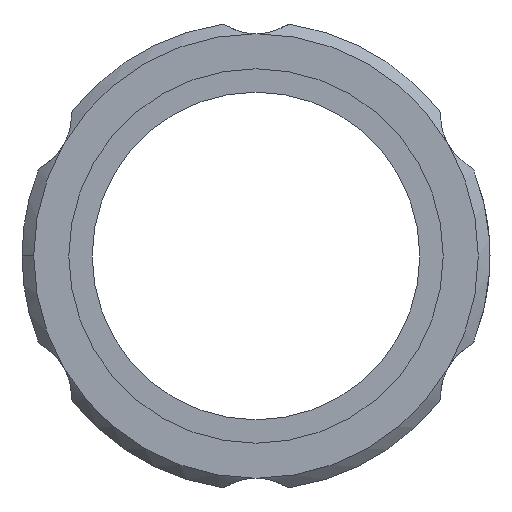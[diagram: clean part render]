
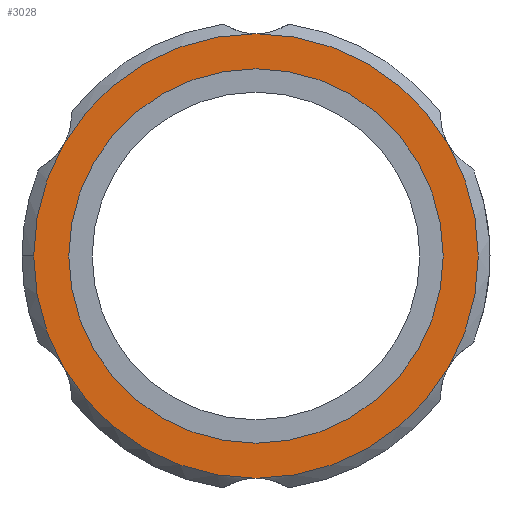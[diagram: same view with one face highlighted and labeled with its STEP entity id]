
A CAD part, front view. The second image highlights one B-rep face of the part: STEP entity #3028.
In plain terms, the highlighted planar face has unit normal (0, -1, 0).
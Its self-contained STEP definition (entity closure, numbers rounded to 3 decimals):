
#13 = CARTESIAN_POINT ( 'NONE',  ( 0., -100.994, 47.5 ) ) ;
#25 = DIRECTION ( 'NONE',  ( 0., 1., 0. ) ) ;
#38 = CARTESIAN_POINT ( 'NONE',  ( 0., -100.994, 0. ) ) ;
#94 = CARTESIAN_POINT ( 'NONE',  ( -41.136, -100.994, -23.75 ) ) ;
#97 = DIRECTION ( 'NONE',  ( -1., 0., 0. ) ) ;
#105 = EDGE_CURVE ( 'NONE', #3631, #1042, #2543, .T. ) ;
#110 = DIRECTION ( 'NONE',  ( 0., 1., 0. ) ) ;
#168 = DIRECTION ( 'NONE',  ( -1., 0., 0. ) ) ;
#249 = CARTESIAN_POINT ( 'NONE',  ( 0., -100.994, 0. ) ) ;
#301 = DIRECTION ( 'NONE',  ( 0., 1., 0. ) ) ;
#304 = CARTESIAN_POINT ( 'NONE',  ( -41.136, -100.994, 23.75 ) ) ;
#379 = VERTEX_POINT ( 'NONE', #304 ) ;
#393 = EDGE_CURVE ( 'NONE', #1450, #3326, #2364, .T. ) ;
#400 = AXIS2_PLACEMENT_3D ( 'NONE', #2477, #1316, #3328 ) ;
#536 = ORIENTED_EDGE ( 'NONE', *, *, #105, .F. ) ;
#606 = ORIENTED_EDGE ( 'NONE', *, *, #866, .T. ) ;
#648 = EDGE_CURVE ( 'NONE', #3270, #1956, #2795, .T. ) ;
#699 = FACE_BOUND ( 'NONE', #3169, .T. ) ;
#733 = VERTEX_POINT ( 'NONE', #2428 ) ;
#765 = VERTEX_POINT ( 'NONE', #1583 ) ;
#784 = CIRCLE ( 'NONE', #2886, 40. ) ;
#866 = EDGE_CURVE ( 'NONE', #733, #765, #1164, .T. ) ;
#1010 = ORIENTED_EDGE ( 'NONE', *, *, #393, .F. ) ;
#1042 = VERTEX_POINT ( 'NONE', #3720 ) ;
#1062 = CIRCLE ( 'NONE', #2502, 47.5 ) ;
#1067 = AXIS2_PLACEMENT_3D ( 'NONE', #249, #1401, #2861 ) ;
#1119 = DIRECTION ( 'NONE',  ( 0., 1., 0. ) ) ;
#1148 = CARTESIAN_POINT ( 'NONE',  ( 41.136, -100.994, -23.75 ) ) ;
#1164 = CIRCLE ( 'NONE', #3292, 40. ) ;
#1174 = DIRECTION ( 'NONE',  ( -1., 0., 0. ) ) ;
#1189 = ORIENTED_EDGE ( 'NONE', *, *, #2332, .F. ) ;
#1268 = DIRECTION ( 'NONE',  ( -1., 0., 0. ) ) ;
#1316 = DIRECTION ( 'NONE',  ( 0., -1., 0. ) ) ;
#1333 = PLANE ( 'NONE',  #400 ) ;
#1354 = FACE_OUTER_BOUND ( 'NONE', #2669, .T. ) ;
#1401 = DIRECTION ( 'NONE',  ( 0., 1., 0. ) ) ;
#1425 = DIRECTION ( 'NONE',  ( -1., 0., 0. ) ) ;
#1428 = AXIS2_PLACEMENT_3D ( 'NONE', #2088, #110, #1268 ) ;
#1450 = VERTEX_POINT ( 'NONE', #94 ) ;
#1454 = DIRECTION ( 'NONE',  ( 0., 1., 0. ) ) ;
#1500 = CARTESIAN_POINT ( 'NONE',  ( -47.5, -100.994, 0. ) ) ;
#1527 = DIRECTION ( 'NONE',  ( -1., 0., 0. ) ) ;
#1531 = CARTESIAN_POINT ( 'NONE',  ( 0., -100.994, 0. ) ) ;
#1569 = CARTESIAN_POINT ( 'NONE',  ( 41.136, -100.994, 23.75 ) ) ;
#1583 = CARTESIAN_POINT ( 'NONE',  ( -40., -100.994, 0. ) ) ;
#1617 = DIRECTION ( 'NONE',  ( 0., 1., 0. ) ) ;
#1700 = CARTESIAN_POINT ( 'NONE',  ( 0., -100.994, 0. ) ) ;
#1716 = CIRCLE ( 'NONE', #1067, 47.5 ) ;
#1885 = AXIS2_PLACEMENT_3D ( 'NONE', #3446, #301, #1174 ) ;
#1956 = VERTEX_POINT ( 'NONE', #1569 ) ;
#2007 = CARTESIAN_POINT ( 'NONE',  ( 0., -100.994, 0. ) ) ;
#2026 = DIRECTION ( 'NONE',  ( -1., 0., 0. ) ) ;
#2088 = CARTESIAN_POINT ( 'NONE',  ( 0., -100.994, 0. ) ) ;
#2208 = CIRCLE ( 'NONE', #2690, 47.5 ) ;
#2223 = ORIENTED_EDGE ( 'NONE', *, *, #2939, .F. ) ;
#2266 = DIRECTION ( 'NONE',  ( -1., 0., 0. ) ) ;
#2285 = ORIENTED_EDGE ( 'NONE', *, *, #3577, .T. ) ;
#2326 = CIRCLE ( 'NONE', #1428, 47.5 ) ;
#2332 = EDGE_CURVE ( 'NONE', #1042, #1450, #1062, .T. ) ;
#2364 = CIRCLE ( 'NONE', #2858, 47.5 ) ;
#2372 = ORIENTED_EDGE ( 'NONE', *, *, #648, .F. ) ;
#2428 = CARTESIAN_POINT ( 'NONE',  ( 40., -100.994, 0. ) ) ;
#2477 = CARTESIAN_POINT ( 'NONE',  ( -47.5, -100.994, 0. ) ) ;
#2502 = AXIS2_PLACEMENT_3D ( 'NONE', #38, #3297, #1527 ) ;
#2543 = CIRCLE ( 'NONE', #3040, 47.5 ) ;
#2659 = ORIENTED_EDGE ( 'NONE', *, *, #3488, .F. ) ;
#2669 = EDGE_LOOP ( 'NONE', ( #1189, #536, #2659, #2372, #3101, #2223, #1010 ) ) ;
#2679 = DIRECTION ( 'NONE',  ( 0., 1., 0. ) ) ;
#2690 = AXIS2_PLACEMENT_3D ( 'NONE', #3719, #1119, #2266 ) ;
#2795 = CIRCLE ( 'NONE', #1885, 47.5 ) ;
#2858 = AXIS2_PLACEMENT_3D ( 'NONE', #1700, #1454, #1425 ) ;
#2861 = DIRECTION ( 'NONE',  ( -1., 0., 0. ) ) ;
#2886 = AXIS2_PLACEMENT_3D ( 'NONE', #3710, #1617, #168 ) ;
#2939 = EDGE_CURVE ( 'NONE', #3326, #379, #1716, .T. ) ;
#2945 = EDGE_CURVE ( 'NONE', #379, #3270, #2208, .T. ) ;
#3028 = ADVANCED_FACE ( 'NONE', ( #699, #1354 ), #1333, .T. ) ;
#3040 = AXIS2_PLACEMENT_3D ( 'NONE', #2007, #25, #2026 ) ;
#3101 = ORIENTED_EDGE ( 'NONE', *, *, #2945, .F. ) ;
#3169 = EDGE_LOOP ( 'NONE', ( #2285, #606 ) ) ;
#3270 = VERTEX_POINT ( 'NONE', #13 ) ;
#3292 = AXIS2_PLACEMENT_3D ( 'NONE', #1531, #2679, #97 ) ;
#3297 = DIRECTION ( 'NONE',  ( 0., 1., 0. ) ) ;
#3326 = VERTEX_POINT ( 'NONE', #1500 ) ;
#3328 = DIRECTION ( 'NONE',  ( 1., 0., 0. ) ) ;
#3446 = CARTESIAN_POINT ( 'NONE',  ( 0., -100.994, 0. ) ) ;
#3488 = EDGE_CURVE ( 'NONE', #1956, #3631, #2326, .T. ) ;
#3577 = EDGE_CURVE ( 'NONE', #765, #733, #784, .T. ) ;
#3631 = VERTEX_POINT ( 'NONE', #1148 ) ;
#3710 = CARTESIAN_POINT ( 'NONE',  ( 0., -100.994, 0. ) ) ;
#3719 = CARTESIAN_POINT ( 'NONE',  ( 0., -100.994, 0. ) ) ;
#3720 = CARTESIAN_POINT ( 'NONE',  ( 0., -100.994, -47.5 ) ) ;
